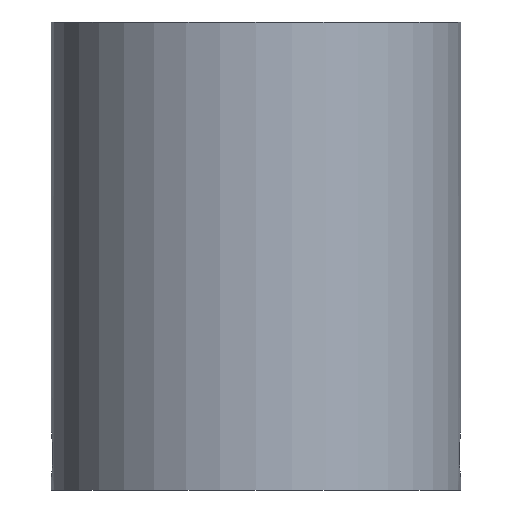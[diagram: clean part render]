
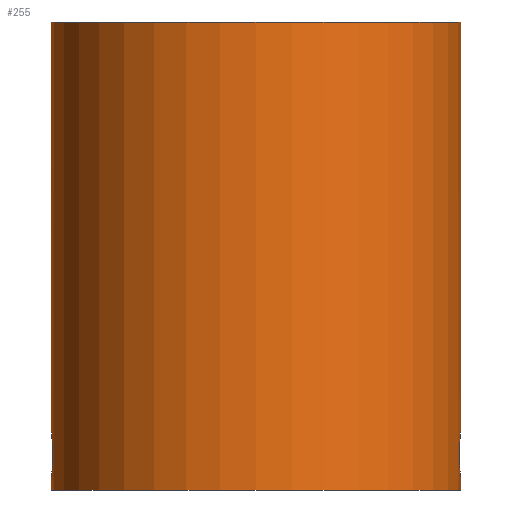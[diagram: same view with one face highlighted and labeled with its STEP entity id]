
A CAD part, left-side view. The second image highlights one B-rep face of the part: STEP entity #255.
In plain terms, the highlighted cylindrical face has radius 3.5 mm (diameter 7 mm), a full revolution.
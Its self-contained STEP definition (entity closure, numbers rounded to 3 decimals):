
#18=FACE_BOUND('',#72,.T.);
#19=FACE_BOUND('',#73,.T.);
#26=CIRCLE('',#288,3.5);
#27=CIRCLE('',#289,3.5);
#29=B_SPLINE_CURVE_WITH_KNOTS('',3,(#389,#390,#391,#392,#393,#394,#395,
#396,#397,#398,#399,#400,#401,#402),.UNSPECIFIED.,.F.,.F.,(4,2,2,2,2,2,
4),(0.021,0.031,0.046,0.061,
0.077,0.092,0.102),.UNSPECIFIED.);
#31=B_SPLINE_CURVE_WITH_KNOTS('',3,(#422,#423,#424,#425,#426,#427,#428,
#429,#430,#431,#432,#433,#434,#435),.UNSPECIFIED.,.F.,.F.,(4,2,2,2,2,2,
4),(0.143,0.153,0.169,0.184,
0.199,0.215,0.224),.UNSPECIFIED.);
#33=B_SPLINE_CURVE_WITH_KNOTS('',3,(#453,#454,#455,#456,#457,#458,#459,
#460,#461,#462,#463,#464,#465,#466),.UNSPECIFIED.,.F.,.F.,(4,2,2,2,2,2,
4),(0.021,0.031,0.046,0.061,
0.077,0.092,0.102),.UNSPECIFIED.);
#35=B_SPLINE_CURVE_WITH_KNOTS('',3,(#492,#493,#494,#495,#496,#497,#498,
#499,#500,#501,#502,#503,#504,#505),.UNSPECIFIED.,.F.,.F.,(4,2,2,2,2,2,
4),(0.143,0.153,0.169,0.184,
0.199,0.215,0.224),.UNSPECIFIED.);
#42=CYLINDRICAL_SURFACE('',#287,3.5);
#54=FACE_OUTER_BOUND('',#71,.T.);
#71=EDGE_LOOP('',(#221,#222,#223,#224));
#72=EDGE_LOOP('',(#225,#226,#227,#228));
#73=EDGE_LOOP('',(#229,#230,#231,#232));
#80=LINE('',#361,#99);
#84=LINE('',#370,#103);
#90=LINE('',#470,#109);
#92=LINE('',#475,#111);
#96=LINE('',#523,#115);
#99=VECTOR('',#298,10.);
#103=VECTOR('',#304,10.);
#109=VECTOR('',#318,10.);
#111=VECTOR('',#322,10.);
#115=VECTOR('',#346,3.5);
#118=VERTEX_POINT('',#358);
#119=VERTEX_POINT('',#360);
#122=VERTEX_POINT('',#367);
#123=VERTEX_POINT('',#369);
#125=VERTEX_POINT('',#388);
#127=VERTEX_POINT('',#420);
#129=VERTEX_POINT('',#452);
#131=VERTEX_POINT('',#474);
#136=VERTEX_POINT('',#520);
#137=VERTEX_POINT('',#522);
#140=EDGE_CURVE('',#119,#118,#80,.T.);
#144=EDGE_CURVE('',#123,#122,#84,.T.);
#147=EDGE_CURVE('',#125,#119,#29,.T.);
#151=EDGE_CURVE('',#118,#127,#31,.T.);
#153=EDGE_CURVE('',#129,#123,#33,.T.);
#156=EDGE_CURVE('',#127,#125,#90,.T.);
#158=EDGE_CURVE('',#131,#129,#92,.T.);
#161=EDGE_CURVE('',#122,#131,#35,.T.);
#168=EDGE_CURVE('',#136,#136,#26,.T.);
#169=EDGE_CURVE('',#136,#137,#96,.T.);
#170=EDGE_CURVE('',#137,#137,#27,.T.);
#221=ORIENTED_EDGE('',*,*,#168,.F.);
#222=ORIENTED_EDGE('',*,*,#169,.T.);
#223=ORIENTED_EDGE('',*,*,#170,.T.);
#224=ORIENTED_EDGE('',*,*,#169,.F.);
#225=ORIENTED_EDGE('',*,*,#158,.T.);
#226=ORIENTED_EDGE('',*,*,#153,.T.);
#227=ORIENTED_EDGE('',*,*,#144,.T.);
#228=ORIENTED_EDGE('',*,*,#161,.T.);
#229=ORIENTED_EDGE('',*,*,#156,.T.);
#230=ORIENTED_EDGE('',*,*,#147,.T.);
#231=ORIENTED_EDGE('',*,*,#140,.T.);
#232=ORIENTED_EDGE('',*,*,#151,.T.);
#255=ADVANCED_FACE('',(#54,#18,#19),#42,.T.);
#287=AXIS2_PLACEMENT_3D('',#519,#342,#343);
#288=AXIS2_PLACEMENT_3D('',#521,#344,#345);
#289=AXIS2_PLACEMENT_3D('',#524,#347,#348);
#298=DIRECTION('',(0.,0.,-1.));
#304=DIRECTION('',(0.,0.,1.));
#318=DIRECTION('',(0.,0.,1.));
#322=DIRECTION('',(0.,0.,-1.));
#342=DIRECTION('center_axis',(0.,0.,1.));
#343=DIRECTION('ref_axis',(1.,0.,0.));
#344=DIRECTION('center_axis',(0.,0.,1.));
#345=DIRECTION('ref_axis',(1.,0.,0.));
#346=DIRECTION('',(0.,0.,-1.));
#347=DIRECTION('center_axis',(0.,0.,1.));
#348=DIRECTION('ref_axis',(1.,0.,0.));
#358=CARTESIAN_POINT('',(0.35,-3.482,0.393));
#360=CARTESIAN_POINT('',(0.35,-3.482,0.806));
#361=CARTESIAN_POINT('',(0.35,-3.482,0.));
#367=CARTESIAN_POINT('',(0.35,3.482,0.806));
#369=CARTESIAN_POINT('',(0.35,3.482,0.393));
#370=CARTESIAN_POINT('',(0.35,3.482,0.));
#388=CARTESIAN_POINT('',(-0.35,-3.482,0.806));
#389=CARTESIAN_POINT('Ctrl Pts',(-0.35,-3.482,0.806));
#390=CARTESIAN_POINT('Ctrl Pts',(-0.332,-3.484,0.836));
#391=CARTESIAN_POINT('Ctrl Pts',(-0.311,-3.486,0.864));
#392=CARTESIAN_POINT('Ctrl Pts',(-0.251,-3.491,0.923));
#393=CARTESIAN_POINT('Ctrl Pts',(-0.206,-3.494,0.954));
#394=CARTESIAN_POINT('Ctrl Pts',(-0.106,-3.499,0.996));
#395=CARTESIAN_POINT('Ctrl Pts',(-0.051,-3.5,1.006));
#396=CARTESIAN_POINT('Ctrl Pts',(0.051,-3.5,1.006));
#397=CARTESIAN_POINT('Ctrl Pts',(0.106,-3.499,0.996));
#398=CARTESIAN_POINT('Ctrl Pts',(0.206,-3.494,0.954));
#399=CARTESIAN_POINT('Ctrl Pts',(0.251,-3.491,0.923));
#400=CARTESIAN_POINT('Ctrl Pts',(0.311,-3.486,0.864));
#401=CARTESIAN_POINT('Ctrl Pts',(0.332,-3.484,0.836));
#402=CARTESIAN_POINT('Ctrl Pts',(0.35,-3.482,0.806));
#420=CARTESIAN_POINT('',(-0.35,-3.482,0.393));
#422=CARTESIAN_POINT('Ctrl Pts',(0.35,-3.482,0.393));
#423=CARTESIAN_POINT('Ctrl Pts',(0.332,-3.484,0.363));
#424=CARTESIAN_POINT('Ctrl Pts',(0.311,-3.486,0.336));
#425=CARTESIAN_POINT('Ctrl Pts',(0.251,-3.491,0.276));
#426=CARTESIAN_POINT('Ctrl Pts',(0.206,-3.494,0.245));
#427=CARTESIAN_POINT('Ctrl Pts',(0.106,-3.499,0.203));
#428=CARTESIAN_POINT('Ctrl Pts',(0.051,-3.5,0.193));
#429=CARTESIAN_POINT('Ctrl Pts',(-0.051,-3.5,0.193));
#430=CARTESIAN_POINT('Ctrl Pts',(-0.106,-3.499,0.203));
#431=CARTESIAN_POINT('Ctrl Pts',(-0.206,-3.494,0.245));
#432=CARTESIAN_POINT('Ctrl Pts',(-0.251,-3.491,0.276));
#433=CARTESIAN_POINT('Ctrl Pts',(-0.311,-3.486,0.336));
#434=CARTESIAN_POINT('Ctrl Pts',(-0.332,-3.484,0.363));
#435=CARTESIAN_POINT('Ctrl Pts',(-0.35,-3.482,0.393));
#452=CARTESIAN_POINT('',(-0.35,3.482,0.393));
#453=CARTESIAN_POINT('Ctrl Pts',(-0.35,3.482,0.393));
#454=CARTESIAN_POINT('Ctrl Pts',(-0.332,3.484,0.363));
#455=CARTESIAN_POINT('Ctrl Pts',(-0.311,3.486,0.336));
#456=CARTESIAN_POINT('Ctrl Pts',(-0.251,3.491,0.276));
#457=CARTESIAN_POINT('Ctrl Pts',(-0.206,3.494,0.245));
#458=CARTESIAN_POINT('Ctrl Pts',(-0.106,3.499,0.203));
#459=CARTESIAN_POINT('Ctrl Pts',(-0.051,3.5,0.193));
#460=CARTESIAN_POINT('Ctrl Pts',(0.051,3.5,0.193));
#461=CARTESIAN_POINT('Ctrl Pts',(0.106,3.499,0.203));
#462=CARTESIAN_POINT('Ctrl Pts',(0.206,3.494,0.245));
#463=CARTESIAN_POINT('Ctrl Pts',(0.251,3.491,0.276));
#464=CARTESIAN_POINT('Ctrl Pts',(0.311,3.486,0.336));
#465=CARTESIAN_POINT('Ctrl Pts',(0.332,3.484,0.363));
#466=CARTESIAN_POINT('Ctrl Pts',(0.35,3.482,0.393));
#470=CARTESIAN_POINT('',(-0.35,-3.482,0.));
#474=CARTESIAN_POINT('',(-0.35,3.482,0.806));
#475=CARTESIAN_POINT('',(-0.35,3.482,0.));
#492=CARTESIAN_POINT('Ctrl Pts',(0.35,3.482,0.806));
#493=CARTESIAN_POINT('Ctrl Pts',(0.332,3.484,0.836));
#494=CARTESIAN_POINT('Ctrl Pts',(0.311,3.486,0.864));
#495=CARTESIAN_POINT('Ctrl Pts',(0.251,3.491,0.923));
#496=CARTESIAN_POINT('Ctrl Pts',(0.206,3.494,0.954));
#497=CARTESIAN_POINT('Ctrl Pts',(0.106,3.499,0.996));
#498=CARTESIAN_POINT('Ctrl Pts',(0.051,3.5,1.006));
#499=CARTESIAN_POINT('Ctrl Pts',(-0.051,3.5,1.006));
#500=CARTESIAN_POINT('Ctrl Pts',(-0.106,3.499,0.996));
#501=CARTESIAN_POINT('Ctrl Pts',(-0.206,3.494,0.954));
#502=CARTESIAN_POINT('Ctrl Pts',(-0.251,3.491,0.923));
#503=CARTESIAN_POINT('Ctrl Pts',(-0.311,3.486,0.864));
#504=CARTESIAN_POINT('Ctrl Pts',(-0.332,3.484,0.836));
#505=CARTESIAN_POINT('Ctrl Pts',(-0.35,3.482,0.806));
#519=CARTESIAN_POINT('Origin',(0.,0.,0.));
#520=CARTESIAN_POINT('',(-3.5,0.,8.));
#521=CARTESIAN_POINT('Origin',(0.,0.,8.));
#522=CARTESIAN_POINT('',(-3.5,0.,0.));
#523=CARTESIAN_POINT('',(-3.5,0.,0.));
#524=CARTESIAN_POINT('Origin',(0.,0.,0.));
